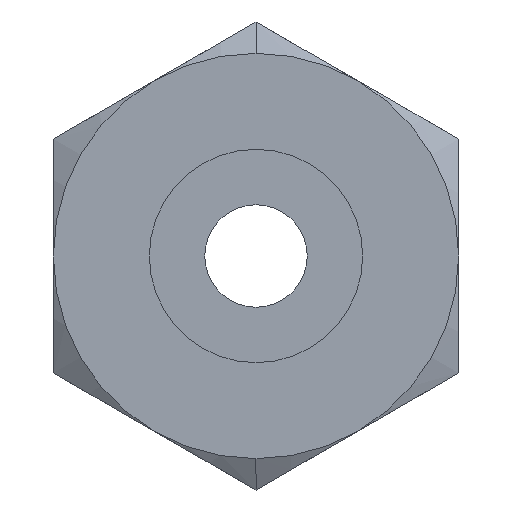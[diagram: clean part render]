
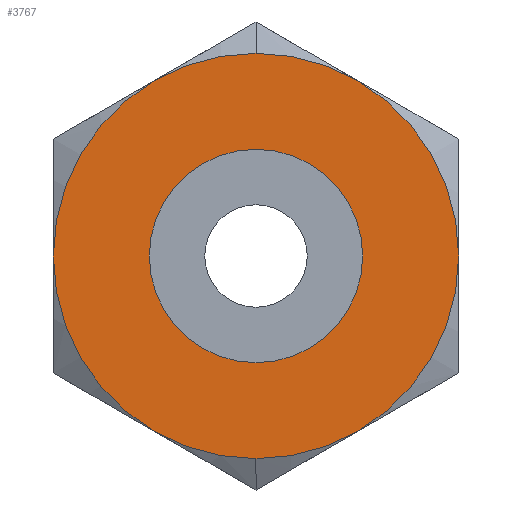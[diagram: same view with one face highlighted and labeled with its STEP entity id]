
A CAD part, left-side view. The second image highlights one B-rep face of the part: STEP entity #3767.
In plain terms, the highlighted planar face has unit normal (-1, 0, 0).
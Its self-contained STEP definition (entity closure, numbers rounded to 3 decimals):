
#30 = CARTESIAN_POINT ( 'NONE',  ( 0., 0., 0. ) ) ;
#43 = FACE_BOUND ( 'NONE', #2815, .T. ) ;
#438 = CIRCLE ( 'NONE', #5756, 5. ) ;
#574 = AXIS2_PLACEMENT_3D ( 'NONE', #30, #6651, #5253 ) ;
#760 = EDGE_CURVE ( 'NONE', #5786, #3577, #3363, .T. ) ;
#1020 = CARTESIAN_POINT ( 'NONE',  ( 0., 0., 0. ) ) ;
#1446 = EDGE_CURVE ( 'NONE', #2475, #6202, #3898, .T. ) ;
#1483 = AXIS2_PLACEMENT_3D ( 'NONE', #1020, #5136, #6316 ) ;
#2294 = CARTESIAN_POINT ( 'NONE',  ( 0., 0., -9.5 ) ) ;
#2475 = VERTEX_POINT ( 'NONE', #2294 ) ;
#2690 = CARTESIAN_POINT ( 'NONE',  ( 0., 0., 0. ) ) ;
#2815 = EDGE_LOOP ( 'NONE', ( #7091, #8075 ) ) ;
#3206 = CARTESIAN_POINT ( 'NONE',  ( 0., 0., 5. ) ) ;
#3335 = FACE_OUTER_BOUND ( 'NONE', #3758, .T. ) ;
#3363 = CIRCLE ( 'NONE', #574, 5. ) ;
#3385 = ORIENTED_EDGE ( 'NONE', *, *, #1446, .F. ) ;
#3577 = VERTEX_POINT ( 'NONE', #5707 ) ;
#3754 = EDGE_CURVE ( 'NONE', #3577, #5786, #438, .T. ) ;
#3758 = EDGE_LOOP ( 'NONE', ( #7452, #3385 ) ) ;
#3767 = ADVANCED_FACE ( 'NONE', ( #43, #3335 ), #5314, .T. ) ;
#3898 = CIRCLE ( 'NONE', #4168, 9.5 ) ;
#4001 = DIRECTION ( 'NONE',  ( 0., 0., -1. ) ) ;
#4168 = AXIS2_PLACEMENT_3D ( 'NONE', #2690, #6748, #4001 ) ;
#4762 = AXIS2_PLACEMENT_3D ( 'NONE', #8157, #8649, #6744 ) ;
#5136 = DIRECTION ( 'NONE',  ( 1., 0., 0. ) ) ;
#5253 = DIRECTION ( 'NONE',  ( 0., 0., 1. ) ) ;
#5271 = CIRCLE ( 'NONE', #1483, 9.5 ) ;
#5314 = PLANE ( 'NONE',  #4762 ) ;
#5353 = CARTESIAN_POINT ( 'NONE',  ( 0., 0., 0. ) ) ;
#5707 = CARTESIAN_POINT ( 'NONE',  ( 0., 0., -5. ) ) ;
#5756 = AXIS2_PLACEMENT_3D ( 'NONE', #5353, #6666, #6050 ) ;
#5786 = VERTEX_POINT ( 'NONE', #3206 ) ;
#6050 = DIRECTION ( 'NONE',  ( 0., 0., -1. ) ) ;
#6202 = VERTEX_POINT ( 'NONE', #7464 ) ;
#6283 = EDGE_CURVE ( 'NONE', #6202, #2475, #5271, .T. ) ;
#6316 = DIRECTION ( 'NONE',  ( 0., 0., 1. ) ) ;
#6651 = DIRECTION ( 'NONE',  ( 1., 0., 0. ) ) ;
#6666 = DIRECTION ( 'NONE',  ( 1., 0., 0. ) ) ;
#6744 = DIRECTION ( 'NONE',  ( 0., 0., 1. ) ) ;
#6748 = DIRECTION ( 'NONE',  ( 1., 0., 0. ) ) ;
#7091 = ORIENTED_EDGE ( 'NONE', *, *, #3754, .T. ) ;
#7452 = ORIENTED_EDGE ( 'NONE', *, *, #6283, .F. ) ;
#7464 = CARTESIAN_POINT ( 'NONE',  ( 0., 0., 9.5 ) ) ;
#8075 = ORIENTED_EDGE ( 'NONE', *, *, #760, .T. ) ;
#8157 = CARTESIAN_POINT ( 'NONE',  ( 0., 0., 4.75 ) ) ;
#8649 = DIRECTION ( 'NONE',  ( -1., 0., 0. ) ) ;
